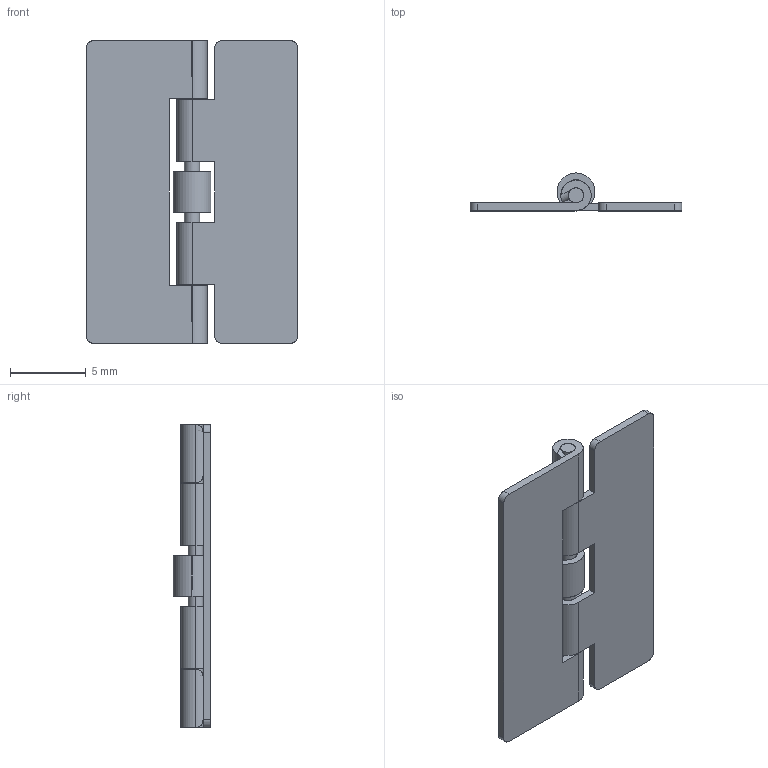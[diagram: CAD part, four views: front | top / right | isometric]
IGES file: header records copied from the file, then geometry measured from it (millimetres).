
Start section: SolidWorks IGES file using analytic representation for surfaces
Global section: file name: B-1046-4_.IGS,41; native system: HSolidWorks 2006 by SolidWorks Corporation; preprocessor: SolidWorks 2006 by SolidWorks Corporation; author: 8sw; date: 070628.204143; units: millimetre
Bounding box: 14 x 2.5 x 20 mm (x, y, z)
Surface area: 786.6 mm2 (no closed solid volume)
Topology: 0 solids, 0 shells, 72 faces, 936 edges, 936 vertices
Faces by surface type: revolution 44, bspline 28
